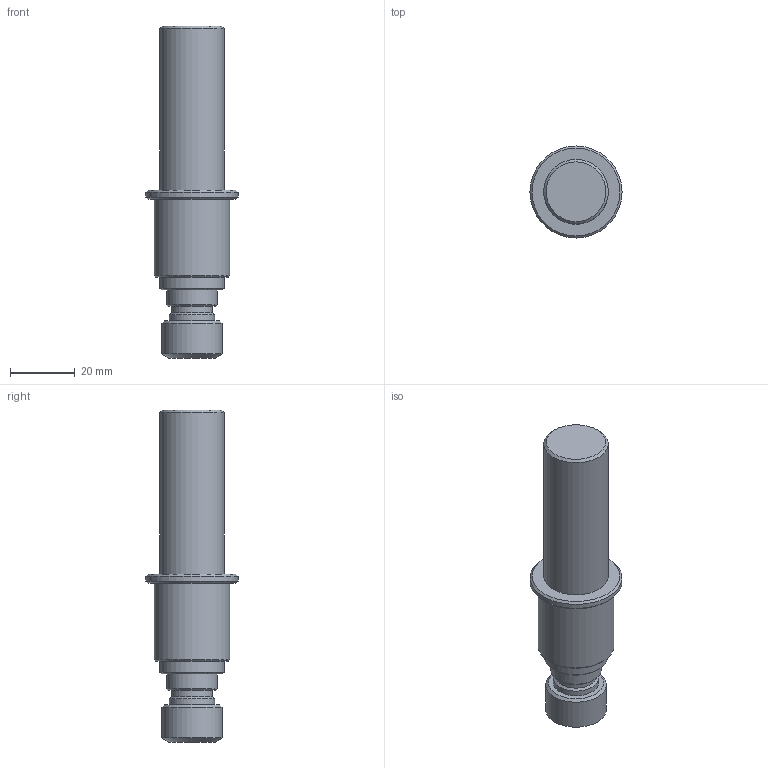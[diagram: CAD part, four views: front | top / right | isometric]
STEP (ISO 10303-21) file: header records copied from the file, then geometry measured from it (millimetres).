
FILE_DESCRIPTION(/* description */ (''),/* implementation_level */ '2;1');
FILE_NAME(/* name */ '1525692030876.stp',/* time_stamp */ '2018-05-07T13:20:39+02:00',/* author */ (''),/* organization */ ('SMS'),/* preprocessor_version */ 'ST-DEVELOPER v15',/* originating_system */ 'SIEMENS PLM Software NX 8.5',/* authorisation */ '');
FILE_SCHEMA (('AUTOMOTIVE_DESIGN { 1 0 10303 214 3 1 1 1 }'));
Length unit declared in the file: millimetre
Products named in the file (1): 112029280mod000_00
Bounding box: 28.48 x 28.48 x 102.73 mm (x, y, z)
Volume: 34014 mm3; surface area: 7901.4 mm2
Topology: 1 solids, 1 shells, 25 faces, 41 edges, 27 vertices
Faces by surface type: cone 9, plane 8, cylinder 8
Full cylindrical faces by diameter (mm): 12.682 x1, 13.978 x1, 15.748 x1, 18.702 x1, 19.848 x1, 19.997 x1, 23.49 x1, 28.481 x1
Entity records: 563 total; most frequent: DIRECTION 106, CARTESIAN_POINT 80, AXIS2_PLACEMENT_3D 53, EDGE_LOOP 48, ORIENTED_EDGE 48, FACE_BOUND 46, ADVANCED_FACE 25, VERTEX_POINT 24
